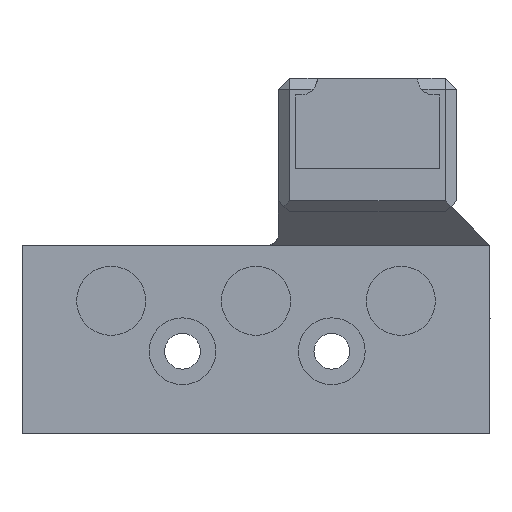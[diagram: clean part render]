
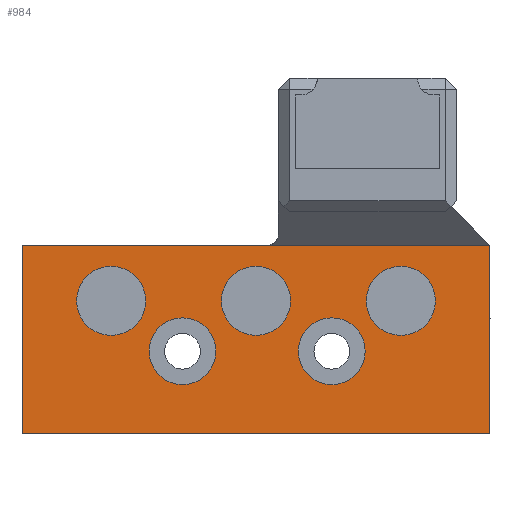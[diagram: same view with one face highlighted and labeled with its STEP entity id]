
A CAD part, left-side view. The second image highlights one B-rep face of the part: STEP entity #984.
In plain terms, the highlighted planar face has unit normal (-1, 0, 0).
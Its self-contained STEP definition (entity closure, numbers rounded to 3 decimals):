
#15=FACE_BOUND('',#136,.T.);
#16=FACE_BOUND('',#137,.T.);
#17=FACE_BOUND('',#138,.T.);
#18=FACE_BOUND('',#139,.T.);
#19=FACE_BOUND('',#140,.T.);
#30=PLANE('',#1062);
#77=FACE_OUTER_BOUND('',#135,.T.);
#135=EDGE_LOOP('',(#717,#718,#719,#720,#721));
#136=EDGE_LOOP('',(#722));
#137=EDGE_LOOP('',(#723));
#138=EDGE_LOOP('',(#724));
#139=EDGE_LOOP('',(#725));
#140=EDGE_LOOP('',(#726));
#202=CIRCLE('',#1063,3.1);
#203=CIRCLE('',#1064,3.1);
#204=CIRCLE('',#1065,3.1);
#205=CIRCLE('',#1066,3.);
#206=CIRCLE('',#1067,3.);
#243=LINE('',#1480,#356);
#244=LINE('',#1482,#357);
#245=LINE('',#1484,#358);
#246=LINE('',#1486,#359);
#247=LINE('',#1487,#360);
#356=VECTOR('',#1184,10.);
#357=VECTOR('',#1185,10.);
#358=VECTOR('',#1186,10.);
#359=VECTOR('',#1187,10.);
#360=VECTOR('',#1188,10.);
#473=VERTEX_POINT('',#1478);
#474=VERTEX_POINT('',#1479);
#475=VERTEX_POINT('',#1481);
#476=VERTEX_POINT('',#1483);
#477=VERTEX_POINT('',#1485);
#478=VERTEX_POINT('',#1488);
#479=VERTEX_POINT('',#1490);
#480=VERTEX_POINT('',#1492);
#481=VERTEX_POINT('',#1494);
#482=VERTEX_POINT('',#1496);
#568=EDGE_CURVE('',#473,#474,#243,.T.);
#569=EDGE_CURVE('',#475,#473,#244,.F.);
#570=EDGE_CURVE('',#475,#476,#245,.T.);
#571=EDGE_CURVE('',#476,#477,#246,.T.);
#572=EDGE_CURVE('',#474,#477,#247,.F.);
#573=EDGE_CURVE('',#478,#478,#202,.F.);
#574=EDGE_CURVE('',#479,#479,#203,.F.);
#575=EDGE_CURVE('',#480,#480,#204,.F.);
#576=EDGE_CURVE('',#481,#481,#205,.T.);
#577=EDGE_CURVE('',#482,#482,#206,.T.);
#717=ORIENTED_EDGE('',*,*,#568,.F.);
#718=ORIENTED_EDGE('',*,*,#569,.F.);
#719=ORIENTED_EDGE('',*,*,#570,.T.);
#720=ORIENTED_EDGE('',*,*,#571,.T.);
#721=ORIENTED_EDGE('',*,*,#572,.F.);
#722=ORIENTED_EDGE('',*,*,#573,.F.);
#723=ORIENTED_EDGE('',*,*,#574,.F.);
#724=ORIENTED_EDGE('',*,*,#575,.F.);
#725=ORIENTED_EDGE('',*,*,#576,.T.);
#726=ORIENTED_EDGE('',*,*,#577,.T.);
#984=ADVANCED_FACE('',(#77,#15,#16,#17,#18,#19),#30,.F.);
#1062=AXIS2_PLACEMENT_3D('',#1477,#1182,#1183);
#1063=AXIS2_PLACEMENT_3D('',#1489,#1189,#1190);
#1064=AXIS2_PLACEMENT_3D('',#1491,#1191,#1192);
#1065=AXIS2_PLACEMENT_3D('',#1493,#1193,#1194);
#1066=AXIS2_PLACEMENT_3D('',#1495,#1195,#1196);
#1067=AXIS2_PLACEMENT_3D('',#1497,#1197,#1198);
#1182=DIRECTION('center_axis',(1.,0.,0.));
#1183=DIRECTION('ref_axis',(0.,1.,0.));
#1184=DIRECTION('',(0.,1.,0.));
#1185=DIRECTION('',(0.,0.,1.));
#1186=DIRECTION('',(0.,1.,0.));
#1187=DIRECTION('',(0.,1.,0.));
#1188=DIRECTION('',(0.,0.,-1.));
#1189=DIRECTION('center_axis',(1.,0.,0.));
#1190=DIRECTION('ref_axis',(0.,1.,0.));
#1191=DIRECTION('center_axis',(1.,0.,0.));
#1192=DIRECTION('ref_axis',(0.,1.,0.));
#1193=DIRECTION('center_axis',(1.,0.,0.));
#1194=DIRECTION('ref_axis',(0.,1.,0.));
#1195=DIRECTION('center_axis',(1.,0.,0.));
#1196=DIRECTION('ref_axis',(0.,-1.,0.));
#1197=DIRECTION('center_axis',(1.,0.,0.));
#1198=DIRECTION('ref_axis',(0.,-1.,0.));
#1477=CARTESIAN_POINT('Origin',(0.,30.,10.45));
#1478=CARTESIAN_POINT('',(0.,9.,2.));
#1479=CARTESIAN_POINT('',(0.,51.,2.));
#1480=CARTESIAN_POINT('',(0.,4.,2.));
#1481=CARTESIAN_POINT('',(0.,9.,18.9));
#1482=CARTESIAN_POINT('',(0.,9.,14.675));
#1483=CARTESIAN_POINT('',(0.,29.,18.9));
#1484=CARTESIAN_POINT('',(0.,12.,18.9));
#1485=CARTESIAN_POINT('',(0.,51.,18.9));
#1486=CARTESIAN_POINT('',(0.,12.,18.9));
#1487=CARTESIAN_POINT('',(0.,51.,6.225));
#1488=CARTESIAN_POINT('',(0.,39.9,13.925));
#1489=CARTESIAN_POINT('Origin',(0.,43.,13.925));
#1490=CARTESIAN_POINT('',(0.,26.9,13.925));
#1491=CARTESIAN_POINT('Origin',(0.,30.,13.925));
#1492=CARTESIAN_POINT('',(0.,13.9,13.925));
#1493=CARTESIAN_POINT('Origin',(0.,17.,13.925));
#1494=CARTESIAN_POINT('',(0.,26.2,9.4));
#1495=CARTESIAN_POINT('Origin',(0.,23.2,9.4));
#1496=CARTESIAN_POINT('',(0.,39.597,9.4));
#1497=CARTESIAN_POINT('Origin',(0.,36.597,9.4));
